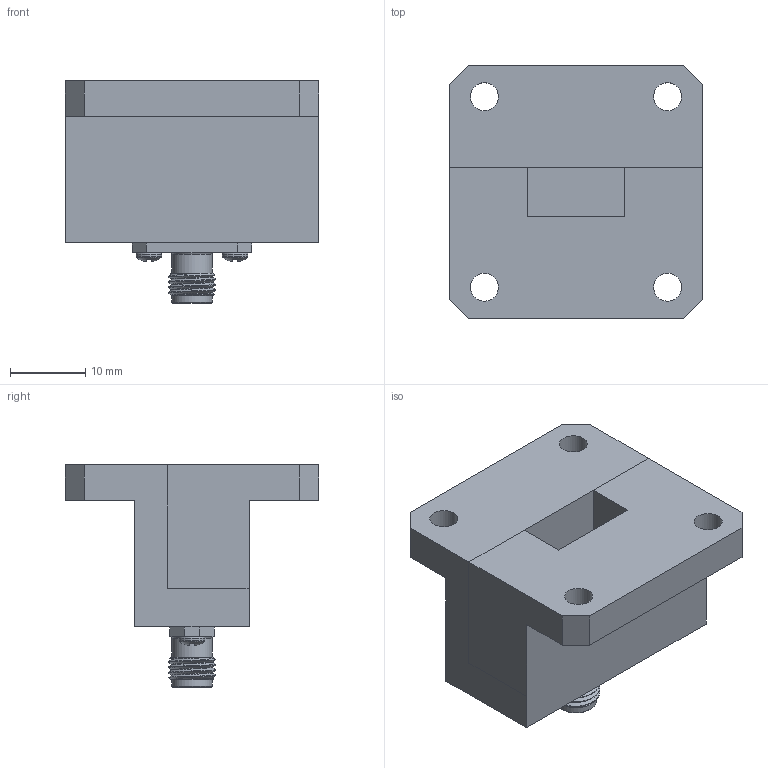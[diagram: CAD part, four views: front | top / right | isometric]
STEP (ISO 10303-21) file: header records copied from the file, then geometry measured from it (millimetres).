
FILE_DESCRIPTION (( 'STEP AP203' ), '1' );
FILE_NAME ('FMWCA9879_3D.step', '2022-03-18T16:20:33', ( '' ), ( '' ), 'SwSTEP 2.0', 'SolidWorks 2021', '' );
FILE_SCHEMA (( 'CONFIG_CONTROL_DESIGN' ));
Length unit declared in the file: inch
Products named in the file (1): FMWCA9879_3D
Bounding box: 33.66 x 33.66 x 29.5 mm (x, y, z)
Volume: 12501.6 mm3; surface area: 5581.8 mm2
Topology: 1 solids, 4 shells, 162 faces, 422 edges, 278 vertices
Faces by surface type: plane 80, cylinder 55, cone 13, bspline 7, torus 5, sphere 2
Full cylindrical faces by diameter (mm): 1.016 x2, 1.27 x1, 1.854 x2, 3.393 x2, 3.708 x4, 4.521 x1, 5.334 x2
Entity records: 8727 total; most frequent: CARTESIAN_POINT 5011, ORIENTED_EDGE 782, DIRECTION 690, EDGE_CURVE 391, VERTEX_POINT 271, AXIS2_PLACEMENT_3D 257, EDGE_LOOP 204, FACE_OUTER_BOUND 181
